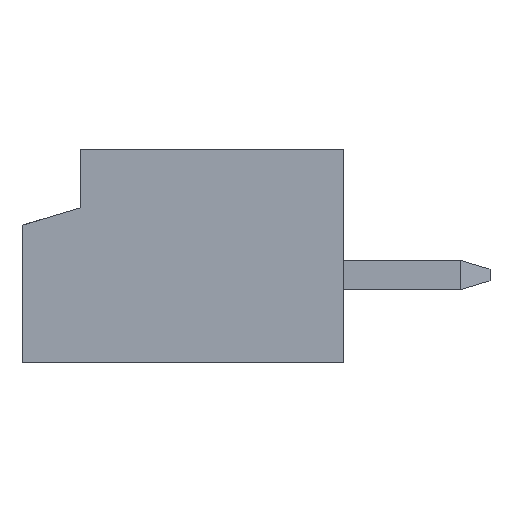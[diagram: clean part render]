
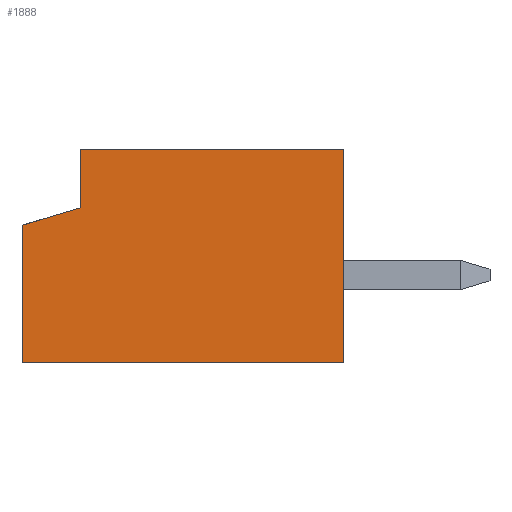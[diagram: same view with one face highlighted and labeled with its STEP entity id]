
A CAD part, left-side view. The second image highlights one B-rep face of the part: STEP entity #1888.
In plain terms, the highlighted planar face has unit normal (-1, 0, 0).
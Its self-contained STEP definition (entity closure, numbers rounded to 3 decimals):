
#48 = VERTEX_POINT('',#49);
#49 = CARTESIAN_POINT('',(-3.,2.75,-1.825));
#55 = EDGE_CURVE('',#48,#56,#58,.T.);
#56 = VERTEX_POINT('',#57);
#57 = CARTESIAN_POINT('',(-3.,-2.75,-1.825));
#58 = LINE('',#59,#60);
#59 = CARTESIAN_POINT('',(-3.,2.75,-1.825));
#60 = VECTOR('',#61,1.);
#61 = DIRECTION('',(0.,-1.,0.));
#657 = VERTEX_POINT('',#658);
#658 = CARTESIAN_POINT('',(-3.,2.75,0.525));
#664 = EDGE_CURVE('',#48,#657,#665,.T.);
#665 = LINE('',#666,#667);
#666 = CARTESIAN_POINT('',(-3.,2.75,-1.825));
#667 = VECTOR('',#668,1.);
#668 = DIRECTION('',(0.,0.,1.));
#837 = VERTEX_POINT('',#838);
#838 = CARTESIAN_POINT('',(-3.,1.75,0.825));
#844 = EDGE_CURVE('',#837,#657,#845,.T.);
#845 = LINE('',#846,#847);
#846 = CARTESIAN_POINT('',(-3.,1.75,0.825));
#847 = VECTOR('',#848,1.);
#848 = DIRECTION('',(0.,0.958,-0.287));
#899 = VERTEX_POINT('',#900);
#900 = CARTESIAN_POINT('',(-3.,1.75,1.825));
#906 = EDGE_CURVE('',#899,#837,#907,.T.);
#907 = LINE('',#908,#909);
#908 = CARTESIAN_POINT('',(-3.,1.75,1.825));
#909 = VECTOR('',#910,1.);
#910 = DIRECTION('',(0.,0.,-1.));
#1012 = VERTEX_POINT('',#1013);
#1013 = CARTESIAN_POINT('',(-3.,-2.75,1.825));
#1019 = EDGE_CURVE('',#899,#1012,#1020,.T.);
#1020 = LINE('',#1021,#1022);
#1021 = CARTESIAN_POINT('',(-3.,1.75,1.825));
#1022 = VECTOR('',#1023,1.);
#1023 = DIRECTION('',(0.,-1.,0.));
#1223 = EDGE_CURVE('',#56,#1012,#1224,.T.);
#1224 = LINE('',#1225,#1226);
#1225 = CARTESIAN_POINT('',(-3.,-2.75,-1.825));
#1226 = VECTOR('',#1227,1.);
#1227 = DIRECTION('',(0.,0.,1.));
#1888 = ADVANCED_FACE('',(#1889),#1897,.T.);
#1889 = FACE_BOUND('',#1890,.F.);
#1890 = EDGE_LOOP('',(#1891,#1892,#1893,#1894,#1895,#1896));
#1891 = ORIENTED_EDGE('',*,*,#906,.F.);
#1892 = ORIENTED_EDGE('',*,*,#1019,.T.);
#1893 = ORIENTED_EDGE('',*,*,#1223,.F.);
#1894 = ORIENTED_EDGE('',*,*,#55,.F.);
#1895 = ORIENTED_EDGE('',*,*,#664,.T.);
#1896 = ORIENTED_EDGE('',*,*,#844,.F.);
#1897 = PLANE('',#1898);
#1898 = AXIS2_PLACEMENT_3D('',#1899,#1900,#1901);
#1899 = CARTESIAN_POINT('',(-3.,2.75,-1.825));
#1900 = DIRECTION('',(-1.,0.,0.));
#1901 = DIRECTION('',(0.,-1.,0.));
